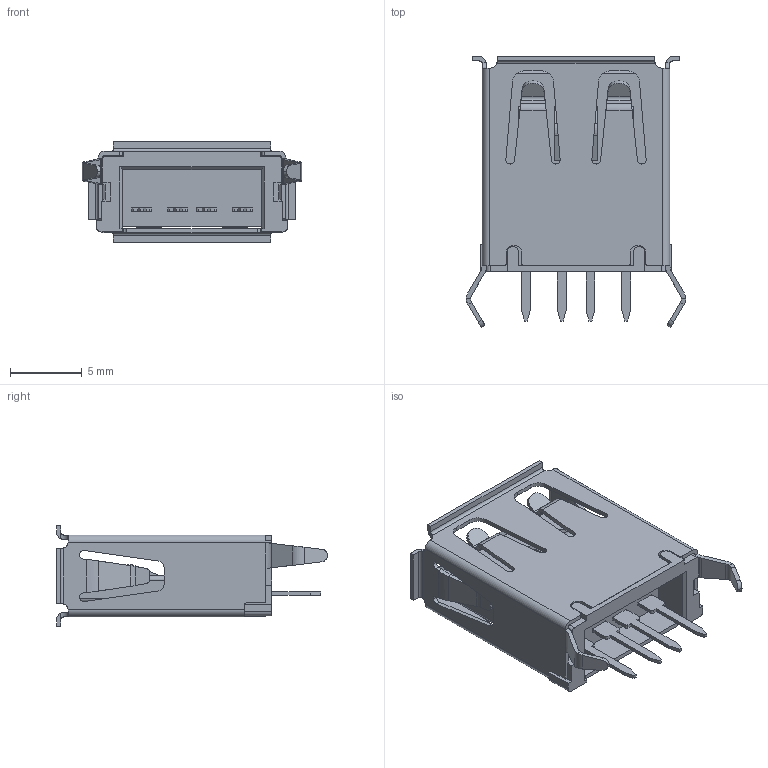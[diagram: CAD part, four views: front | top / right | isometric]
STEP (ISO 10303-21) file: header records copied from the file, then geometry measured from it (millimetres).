
FILE_DESCRIPTION (( 'STEP AP214' ), '1' );
FILE_NAME ('USB-A-S-F-B-VT.STEP', '2024-07-13T03:51:35', ( '' ), ( '' ), 'SwSTEP 2.0', 'SolidWorks 2021', '' );
FILE_SCHEMA (( 'AUTOMOTIVE_DESIGN' ));
Length unit declared in the file: millimetre
Products named in the file (1): USB-A-S-F-B-VT
Bounding box: 15.3 x 18.9 x 7 mm (x, y, z)
Volume: 593.4 mm3; surface area: 1728.1 mm2
Topology: 10 solids, 10 shells, 543 faces, 1446 edges, 923 vertices
Faces by surface type: plane 293, cylinder 183, bspline 64, sphere 3
Entity records: 20139 total; most frequent: CARTESIAN_POINT 5422, ORIENTED_EDGE 2890, DIRECTION 2506, EDGE_CURVE 1445, VECTOR 964, LINE 964, VERTEX_POINT 923, AXIS2_PLACEMENT_3D 771
